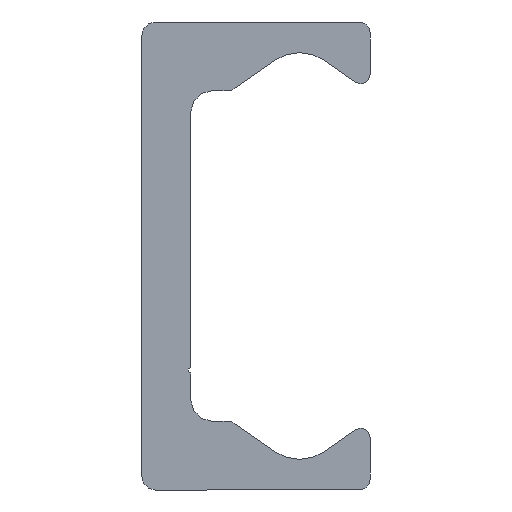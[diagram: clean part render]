
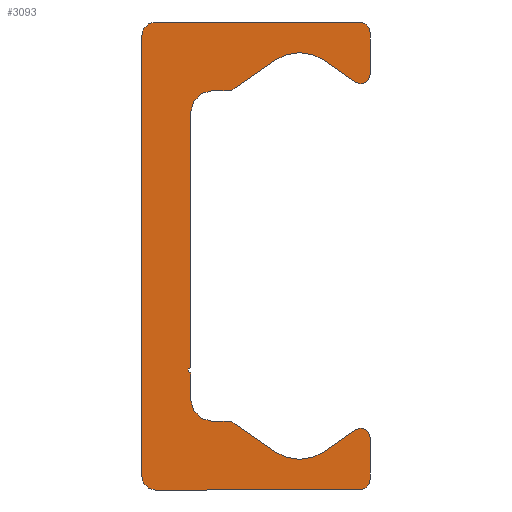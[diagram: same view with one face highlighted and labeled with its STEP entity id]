
A CAD part, left-side view. The second image highlights one B-rep face of the part: STEP entity #3093.
In plain terms, the highlighted planar face has unit normal (-1, 0, 0).
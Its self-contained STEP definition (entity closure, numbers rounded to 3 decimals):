
#2004=CARTESIAN_POINT('',(0.0,9.25,-21.5));
#2005=VERTEX_POINT('',#2004);
#2012=CARTESIAN_POINT('',(0.0,10.5,-20.25));
#2013=VERTEX_POINT('',#2012);
#2014=CARTESIAN_POINT('',(0.0,9.25,-20.25));
#2015=DIRECTION('',(1.0,0.0,0.0));
#2016=DIRECTION('',(0.0,0.0,-1.0));
#2017=AXIS2_PLACEMENT_3D('',#2014,#2015,#2016);
#2018=CIRCLE('',#2017,1.25);
#2019=EDGE_CURVE('',#2005,#2013,#2018,.T.);
#2043=CARTESIAN_POINT('',(0.0,-9.5,-21.5));
#2044=VERTEX_POINT('',#2043);
#2051=CARTESIAN_POINT('',(0.0,-9.5,-21.5));
#2052=DIRECTION('',(0.0,1.0,0.0));
#2053=VECTOR('',#2052,18.75);
#2054=LINE('',#2051,#2053);
#2055=EDGE_CURVE('',#2044,#2005,#2054,.T.);
#2075=CARTESIAN_POINT('',(0.0,-10.5,-20.5));
#2076=VERTEX_POINT('',#2075);
#2083=CARTESIAN_POINT('',(0.0,-9.5,-20.5));
#2084=DIRECTION('',(1.0,0.0,0.0));
#2085=DIRECTION('',(0.0,-1.0,0.0));
#2086=AXIS2_PLACEMENT_3D('',#2083,#2084,#2085);
#2087=CIRCLE('',#2086,1.0);
#2088=EDGE_CURVE('',#2076,#2044,#2087,.T.);
#2107=CARTESIAN_POINT('',(0.0,-10.5,-16.65));
#2108=VERTEX_POINT('',#2107);
#2115=CARTESIAN_POINT('',(0.0,-10.5,-16.65));
#2116=DIRECTION('',(0.0,0.0,-1.0));
#2117=VECTOR('',#2116,3.85);
#2118=LINE('',#2115,#2117);
#2119=EDGE_CURVE('',#2108,#2076,#2118,.T.);
#2139=CARTESIAN_POINT('',(0.0,-9.162,-15.954));
#2140=VERTEX_POINT('',#2139);
#2147=CARTESIAN_POINT('',(0.0,-9.65,-16.65));
#2148=DIRECTION('',(1.0,0.0,0.0));
#2149=DIRECTION('',(0.0,0.574,0.819));
#2150=AXIS2_PLACEMENT_3D('',#2147,#2148,#2149);
#2151=CIRCLE('',#2150,0.85);
#2152=EDGE_CURVE('',#2140,#2108,#2151,.T.);
#2171=CARTESIAN_POINT('',(0.0,-6.294,-17.962));
#2172=VERTEX_POINT('',#2171);
#2179=CARTESIAN_POINT('',(0.0,-6.294,-17.962));
#2180=DIRECTION('',(0.0,-0.819,0.574));
#2181=VECTOR('',#2180,3.501);
#2182=LINE('',#2179,#2181);
#2183=EDGE_CURVE('',#2172,#2140,#2182,.T.);
#2203=CARTESIAN_POINT('',(0.0,-1.706,-17.962));
#2204=VERTEX_POINT('',#2203);
#2211=CARTESIAN_POINT('',(0.0,-4.,-14.685));
#2212=DIRECTION('',(-1.0,0.0,0.0));
#2213=DIRECTION('',(0.0,0.574,0.819));
#2214=AXIS2_PLACEMENT_3D('',#2211,#2212,#2213);
#2215=CIRCLE('',#2214,4.0);
#2216=EDGE_CURVE('',#2204,#2172,#2215,.T.);
#2235=CARTESIAN_POINT('',(0.0,1.981,-15.381));
#2236=VERTEX_POINT('',#2235);
#2243=CARTESIAN_POINT('',(0.0,1.981,-15.381));
#2244=DIRECTION('',(0.0,-0.819,-0.574));
#2245=VECTOR('',#2244,4.5);
#2246=LINE('',#2243,#2245);
#2247=EDGE_CURVE('',#2236,#2204,#2246,.T.);
#2267=CARTESIAN_POINT('',(0.0,2.554,-15.2));
#2268=VERTEX_POINT('',#2267);
#2275=CARTESIAN_POINT('',(0.0,2.554,-16.2));
#2276=DIRECTION('',(1.0,0.0,0.0));
#2277=DIRECTION('',(0.0,0.0,1.0));
#2278=AXIS2_PLACEMENT_3D('',#2275,#2276,#2277);
#2279=CIRCLE('',#2278,1.);
#2280=EDGE_CURVE('',#2268,#2236,#2279,.T.);
#2299=CARTESIAN_POINT('',(0.0,4.0,-15.2));
#2300=VERTEX_POINT('',#2299);
#2307=CARTESIAN_POINT('',(0.0,4.0,-15.2));
#2308=DIRECTION('',(0.0,-1.0,0.0));
#2309=VECTOR('',#2308,1.446);
#2310=LINE('',#2307,#2309);
#2311=EDGE_CURVE('',#2300,#2268,#2310,.T.);
#2331=CARTESIAN_POINT('',(0.0,6.,-13.2));
#2332=VERTEX_POINT('',#2331);
#2339=CARTESIAN_POINT('',(0.0,4.,-13.2));
#2340=DIRECTION('',(-1.0,0.0,0.0));
#2341=DIRECTION('',(0.0,0.0,1.0));
#2342=AXIS2_PLACEMENT_3D('',#2339,#2340,#2341);
#2343=CIRCLE('',#2342,2.0);
#2344=EDGE_CURVE('',#2332,#2300,#2343,.T.);
#2363=CARTESIAN_POINT('',(0.0,6.,-10.75));
#2364=VERTEX_POINT('',#2363);
#2371=CARTESIAN_POINT('',(0.0,6.,-10.75));
#2372=DIRECTION('',(0.0,0.0,-1.0));
#2373=VECTOR('',#2372,2.45);
#2374=LINE('',#2371,#2373);
#2375=EDGE_CURVE('',#2364,#2332,#2374,.T.);
#2395=CARTESIAN_POINT('',(0.0,6.,-10.25));
#2396=VERTEX_POINT('',#2395);
#2403=CARTESIAN_POINT('',(0.0,6.,-10.5));
#2404=DIRECTION('',(-1.0,0.0,0.0));
#2405=DIRECTION('',(0.0,0.0,1.0));
#2406=AXIS2_PLACEMENT_3D('',#2403,#2404,#2405);
#2407=CIRCLE('',#2406,0.25);
#2408=EDGE_CURVE('',#2396,#2364,#2407,.T.);
#2427=CARTESIAN_POINT('',(0.0,6.,13.2));
#2428=VERTEX_POINT('',#2427);
#2435=CARTESIAN_POINT('',(0.0,6.,13.2));
#2436=DIRECTION('',(0.0,0.0,-1.0));
#2437=VECTOR('',#2436,23.45);
#2438=LINE('',#2435,#2437);
#2439=EDGE_CURVE('',#2428,#2396,#2438,.T.);
#2579=CARTESIAN_POINT('',(0.0,4.0,15.2));
#2580=VERTEX_POINT('',#2579);
#2587=CARTESIAN_POINT('',(0.0,4.,13.2));
#2588=DIRECTION('',(-1.0,0.0,0.0));
#2589=DIRECTION('',(0.0,-1.0,0.0));
#2590=AXIS2_PLACEMENT_3D('',#2587,#2588,#2589);
#2591=CIRCLE('',#2590,2.0);
#2592=EDGE_CURVE('',#2580,#2428,#2591,.T.);
#2611=CARTESIAN_POINT('',(0.0,2.554,15.2));
#2612=VERTEX_POINT('',#2611);
#2619=CARTESIAN_POINT('',(0.0,2.554,15.2));
#2620=DIRECTION('',(0.0,1.0,0.0));
#2621=VECTOR('',#2620,1.446);
#2622=LINE('',#2619,#2621);
#2623=EDGE_CURVE('',#2612,#2580,#2622,.T.);
#2643=CARTESIAN_POINT('',(0.0,1.981,15.381));
#2644=VERTEX_POINT('',#2643);
#2651=CARTESIAN_POINT('',(0.0,2.554,16.2));
#2652=DIRECTION('',(1.0,0.0,0.0));
#2653=DIRECTION('',(0.0,-0.574,-0.819));
#2654=AXIS2_PLACEMENT_3D('',#2651,#2652,#2653);
#2655=CIRCLE('',#2654,1.);
#2656=EDGE_CURVE('',#2644,#2612,#2655,.T.);
#2675=CARTESIAN_POINT('',(0.0,-1.706,17.962));
#2676=VERTEX_POINT('',#2675);
#2683=CARTESIAN_POINT('',(0.0,-1.706,17.962));
#2684=DIRECTION('',(0.0,0.819,-0.574));
#2685=VECTOR('',#2684,4.5);
#2686=LINE('',#2683,#2685);
#2687=EDGE_CURVE('',#2676,#2644,#2686,.T.);
#2707=CARTESIAN_POINT('',(0.0,-6.294,17.962));
#2708=VERTEX_POINT('',#2707);
#2715=CARTESIAN_POINT('',(0.0,-4.,14.685));
#2716=DIRECTION('',(-1.0,0.0,0.0));
#2717=DIRECTION('',(0.0,-0.574,-0.819));
#2718=AXIS2_PLACEMENT_3D('',#2715,#2716,#2717);
#2719=CIRCLE('',#2718,4.0);
#2720=EDGE_CURVE('',#2708,#2676,#2719,.T.);
#2739=CARTESIAN_POINT('',(0.0,-9.162,15.954));
#2740=VERTEX_POINT('',#2739);
#2747=CARTESIAN_POINT('',(0.0,-9.162,15.954));
#2748=DIRECTION('',(0.0,0.819,0.574));
#2749=VECTOR('',#2748,3.501);
#2750=LINE('',#2747,#2749);
#2751=EDGE_CURVE('',#2740,#2708,#2750,.T.);
#2771=CARTESIAN_POINT('',(0.0,-10.5,16.65));
#2772=VERTEX_POINT('',#2771);
#2779=CARTESIAN_POINT('',(0.0,-9.65,16.65));
#2780=DIRECTION('',(1.0,0.0,0.0));
#2781=DIRECTION('',(0.0,-1.0,0.0));
#2782=AXIS2_PLACEMENT_3D('',#2779,#2780,#2781);
#2783=CIRCLE('',#2782,0.85);
#2784=EDGE_CURVE('',#2772,#2740,#2783,.T.);
#2803=CARTESIAN_POINT('',(0.0,-10.5,20.5));
#2804=VERTEX_POINT('',#2803);
#2811=CARTESIAN_POINT('',(0.0,-10.5,20.5));
#2812=DIRECTION('',(0.0,0.0,-1.0));
#2813=VECTOR('',#2812,3.85);
#2814=LINE('',#2811,#2813);
#2815=EDGE_CURVE('',#2804,#2772,#2814,.T.);
#2835=CARTESIAN_POINT('',(0.0,-9.5,21.5));
#2836=VERTEX_POINT('',#2835);
#2843=CARTESIAN_POINT('',(0.0,-9.5,20.5));
#2844=DIRECTION('',(1.0,0.0,0.0));
#2845=DIRECTION('',(0.0,0.0,1.0));
#2846=AXIS2_PLACEMENT_3D('',#2843,#2844,#2845);
#2847=CIRCLE('',#2846,1.0);
#2848=EDGE_CURVE('',#2836,#2804,#2847,.T.);
#2867=CARTESIAN_POINT('',(0.0,9.25,21.5));
#2868=VERTEX_POINT('',#2867);
#2875=CARTESIAN_POINT('',(0.0,9.25,21.5));
#2876=DIRECTION('',(0.0,-1.0,0.0));
#2877=VECTOR('',#2876,18.75);
#2878=LINE('',#2875,#2877);
#2879=EDGE_CURVE('',#2868,#2836,#2878,.T.);
#2899=CARTESIAN_POINT('',(0.0,10.5,20.25));
#2900=VERTEX_POINT('',#2899);
#2907=CARTESIAN_POINT('',(0.0,9.25,20.25));
#2908=DIRECTION('',(1.0,0.0,0.0));
#2909=DIRECTION('',(0.0,1.0,0.0));
#2910=AXIS2_PLACEMENT_3D('',#2907,#2908,#2909);
#2911=CIRCLE('',#2910,1.25);
#2912=EDGE_CURVE('',#2900,#2868,#2911,.T.);
#2930=CARTESIAN_POINT('',(0.0,10.5,-20.25));
#2931=DIRECTION('',(0.0,0.0,1.0));
#2932=VECTOR('',#2931,40.5);
#2933=LINE('',#2930,#2932);
#2934=EDGE_CURVE('',#2013,#2900,#2933,.T.);
#3060=CARTESIAN_POINT('',(0.0,2.66,-0.019));
#3061=DIRECTION('',(1.0,0.0,0.0));
#3062=DIRECTION('',(0.0,0.0,-1.0));
#3063=AXIS2_PLACEMENT_3D('',#3060,#3061,#3062);
#3064=PLANE('',#3063);
#3065=ORIENTED_EDGE('',*,*,#2934,.F.);
#3066=ORIENTED_EDGE('',*,*,#2019,.F.);
#3067=ORIENTED_EDGE('',*,*,#2055,.F.);
#3068=ORIENTED_EDGE('',*,*,#2088,.F.);
#3069=ORIENTED_EDGE('',*,*,#2119,.F.);
#3070=ORIENTED_EDGE('',*,*,#2152,.F.);
#3071=ORIENTED_EDGE('',*,*,#2183,.F.);
#3072=ORIENTED_EDGE('',*,*,#2216,.F.);
#3073=ORIENTED_EDGE('',*,*,#2247,.F.);
#3074=ORIENTED_EDGE('',*,*,#2280,.F.);
#3075=ORIENTED_EDGE('',*,*,#2311,.F.);
#3076=ORIENTED_EDGE('',*,*,#2344,.F.);
#3077=ORIENTED_EDGE('',*,*,#2375,.F.);
#3078=ORIENTED_EDGE('',*,*,#2408,.F.);
#3079=ORIENTED_EDGE('',*,*,#2439,.F.);
#3080=ORIENTED_EDGE('',*,*,#2592,.F.);
#3081=ORIENTED_EDGE('',*,*,#2623,.F.);
#3082=ORIENTED_EDGE('',*,*,#2656,.F.);
#3083=ORIENTED_EDGE('',*,*,#2687,.F.);
#3084=ORIENTED_EDGE('',*,*,#2720,.F.);
#3085=ORIENTED_EDGE('',*,*,#2751,.F.);
#3086=ORIENTED_EDGE('',*,*,#2784,.F.);
#3087=ORIENTED_EDGE('',*,*,#2815,.F.);
#3088=ORIENTED_EDGE('',*,*,#2848,.F.);
#3089=ORIENTED_EDGE('',*,*,#2879,.F.);
#3090=ORIENTED_EDGE('',*,*,#2912,.F.);
#3091=EDGE_LOOP('',(#3065,#3066,#3067,#3068,#3069,#3070,#3071,#3072,#3073,#3074,#3075,#3076,#3077,#3078,#3079,#3080,#3081,#3082,#3083,#3084,#3085,#3086,#3087,#3088,#3089,#3090));
#3092=FACE_OUTER_BOUND('',#3091,.T.);
#3093=ADVANCED_FACE('',(#3092),#3064,.F.);
